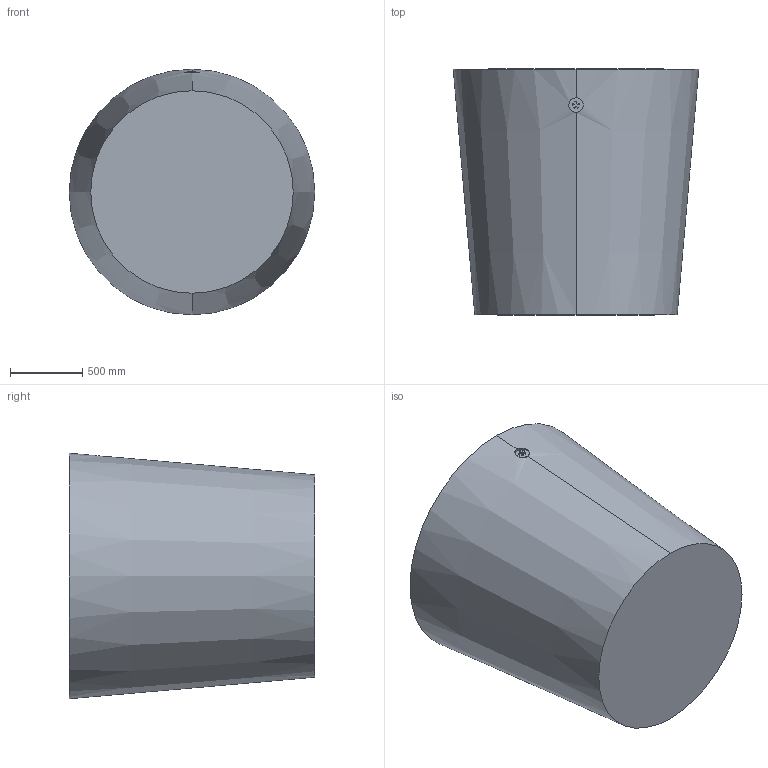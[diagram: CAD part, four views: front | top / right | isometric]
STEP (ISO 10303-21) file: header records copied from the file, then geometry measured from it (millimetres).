
FILE_DESCRIPTION (( 'STEP AP203' ), '1' );
FILE_NAME ('VEN170 170.STEP', '2020-06-01T10:13:53', ( 'admin' ), ( '' ), 'SwSTEP 2.0', 'SolidWorks 2019', '' );
FILE_SCHEMA (( 'CONFIG_CONTROL_DESIGN' ));
Length unit declared in the file: millimetre
Products named in the file (1): VEN170 170
Bounding box: 1700 x 1701.74 x 1700 mm (x, y, z)
Volume: 193442633.8 mm3; surface area: 19460705.6 mm2
Topology: 1 solids, 1 shells, 33 faces, 73 edges, 47 vertices
Faces by surface type: plane 13, cone 12, cylinder 8
Entity records: 1177 total; most frequent: CARTESIAN_POINT 403, ORIENTED_EDGE 146, DIRECTION 136, EDGE_CURVE 73, AXIS2_PLACEMENT_3D 50, VERTEX_POINT 47, EDGE_LOOP 38, LINE 36
